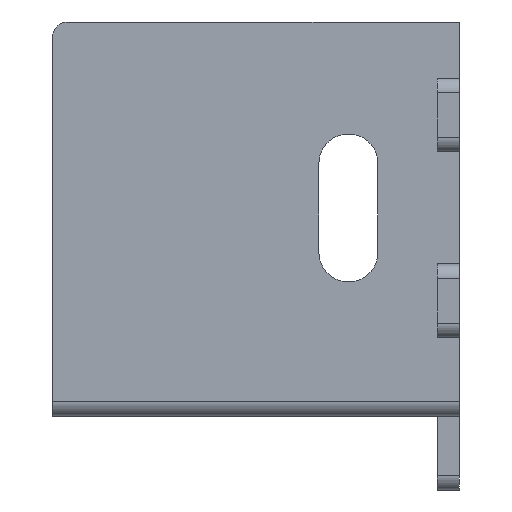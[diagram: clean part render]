
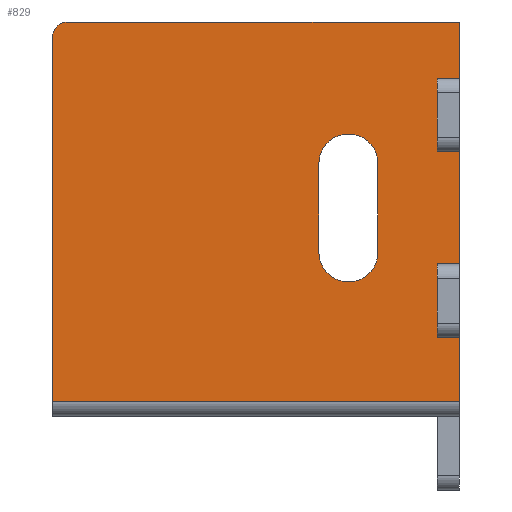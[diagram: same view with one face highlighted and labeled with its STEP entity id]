
A CAD part, left-side view. The second image highlights one B-rep face of the part: STEP entity #829.
In plain terms, the highlighted planar face has unit normal (-1, 0, 0).
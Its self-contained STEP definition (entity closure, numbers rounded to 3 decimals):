
#15=FACE_BOUND('',#95,.T.);
#26=PLANE('',#893);
#52=FACE_OUTER_BOUND('',#94,.T.);
#94=EDGE_LOOP('',(#573,#574,#575,#576,#577,#578,#579,#580,#581,#582,#583,
#584,#585));
#95=EDGE_LOOP('',(#586,#587,#588,#589));
#145=LINE('',#1226,#231);
#146=LINE('',#1229,#232);
#152=LINE('',#1241,#238);
#153=LINE('',#1243,#239);
#154=LINE('',#1245,#240);
#155=LINE('',#1247,#241);
#156=LINE('',#1249,#242);
#157=LINE('',#1251,#243);
#158=LINE('',#1253,#244);
#159=LINE('',#1255,#245);
#160=LINE('',#1257,#246);
#161=LINE('',#1259,#247);
#162=LINE('',#1265,#248);
#163=LINE('',#1268,#249);
#231=VECTOR('',#978,10.);
#232=VECTOR('',#981,10.);
#238=VECTOR('',#989,10.);
#239=VECTOR('',#990,10.);
#240=VECTOR('',#991,10.);
#241=VECTOR('',#992,10.);
#242=VECTOR('',#993,10.);
#243=VECTOR('',#994,10.);
#244=VECTOR('',#995,10.);
#245=VECTOR('',#996,10.);
#246=VECTOR('',#997,10.);
#247=VECTOR('',#998,10.);
#248=VECTOR('',#1003,10.);
#249=VECTOR('',#1006,10.);
#318=CIRCLE('',#894,2.);
#319=CIRCLE('',#895,4.);
#320=CIRCLE('',#896,4.);
#354=VERTEX_POINT('',#1219);
#357=VERTEX_POINT('',#1224);
#358=VERTEX_POINT('',#1228);
#363=VERTEX_POINT('',#1240);
#364=VERTEX_POINT('',#1242);
#365=VERTEX_POINT('',#1244);
#366=VERTEX_POINT('',#1246);
#367=VERTEX_POINT('',#1248);
#368=VERTEX_POINT('',#1250);
#369=VERTEX_POINT('',#1252);
#370=VERTEX_POINT('',#1254);
#371=VERTEX_POINT('',#1256);
#372=VERTEX_POINT('',#1258);
#373=VERTEX_POINT('',#1261);
#374=VERTEX_POINT('',#1262);
#375=VERTEX_POINT('',#1264);
#376=VERTEX_POINT('',#1266);
#441=EDGE_CURVE('',#357,#354,#145,.T.);
#442=EDGE_CURVE('',#354,#358,#146,.T.);
#448=EDGE_CURVE('',#363,#357,#152,.T.);
#449=EDGE_CURVE('',#363,#364,#153,.T.);
#450=EDGE_CURVE('',#364,#365,#154,.T.);
#451=EDGE_CURVE('',#365,#366,#155,.T.);
#452=EDGE_CURVE('',#367,#366,#156,.T.);
#453=EDGE_CURVE('',#367,#368,#157,.T.);
#454=EDGE_CURVE('',#368,#369,#158,.T.);
#455=EDGE_CURVE('',#369,#370,#159,.T.);
#456=EDGE_CURVE('',#371,#370,#160,.T.);
#457=EDGE_CURVE('',#372,#371,#161,.T.);
#458=EDGE_CURVE('',#358,#372,#318,.T.);
#459=EDGE_CURVE('',#373,#374,#319,.T.);
#460=EDGE_CURVE('',#374,#375,#162,.T.);
#461=EDGE_CURVE('',#375,#376,#320,.T.);
#462=EDGE_CURVE('',#376,#373,#163,.T.);
#573=ORIENTED_EDGE('',*,*,#441,.F.);
#574=ORIENTED_EDGE('',*,*,#448,.F.);
#575=ORIENTED_EDGE('',*,*,#449,.T.);
#576=ORIENTED_EDGE('',*,*,#450,.T.);
#577=ORIENTED_EDGE('',*,*,#451,.T.);
#578=ORIENTED_EDGE('',*,*,#452,.F.);
#579=ORIENTED_EDGE('',*,*,#453,.T.);
#580=ORIENTED_EDGE('',*,*,#454,.T.);
#581=ORIENTED_EDGE('',*,*,#455,.T.);
#582=ORIENTED_EDGE('',*,*,#456,.F.);
#583=ORIENTED_EDGE('',*,*,#457,.F.);
#584=ORIENTED_EDGE('',*,*,#458,.F.);
#585=ORIENTED_EDGE('',*,*,#442,.F.);
#586=ORIENTED_EDGE('',*,*,#459,.T.);
#587=ORIENTED_EDGE('',*,*,#460,.T.);
#588=ORIENTED_EDGE('',*,*,#461,.T.);
#589=ORIENTED_EDGE('',*,*,#462,.T.);
#829=ADVANCED_FACE('',(#52,#15),#26,.T.);
#893=AXIS2_PLACEMENT_3D('',#1239,#987,#988);
#894=AXIS2_PLACEMENT_3D('',#1260,#999,#1000);
#895=AXIS2_PLACEMENT_3D('',#1263,#1001,#1002);
#896=AXIS2_PLACEMENT_3D('',#1267,#1004,#1005);
#978=DIRECTION('',(0.,1.,0.));
#981=DIRECTION('',(0.,0.,1.));
#987=DIRECTION('center_axis',(-1.,0.,0.));
#988=DIRECTION('ref_axis',(0.,0.,1.));
#989=DIRECTION('',(0.,0.,-1.));
#990=DIRECTION('',(0.,1.,0.));
#991=DIRECTION('',(0.,0.,1.));
#992=DIRECTION('',(0.,-1.,0.));
#993=DIRECTION('',(0.,0.,-1.));
#994=DIRECTION('',(0.,1.,0.));
#995=DIRECTION('',(0.,0.,1.));
#996=DIRECTION('',(0.,-1.,0.));
#997=DIRECTION('',(0.,0.,-1.));
#998=DIRECTION('',(0.,-1.,0.));
#999=DIRECTION('center_axis',(1.,0.,0.));
#1000=DIRECTION('ref_axis',(0.,0.707,0.707));
#1001=DIRECTION('center_axis',(1.,0.,0.));
#1002=DIRECTION('ref_axis',(0.,-1.,0.));
#1003=DIRECTION('',(0.,0.,-1.));
#1004=DIRECTION('center_axis',(1.,0.,0.));
#1005=DIRECTION('ref_axis',(0.,1.,0.));
#1006=DIRECTION('',(0.,0.,1.));
#1219=CARTESIAN_POINT('',(0.,27.5,2.));
#1224=CARTESIAN_POINT('',(0.,-27.5,2.));
#1226=CARTESIAN_POINT('',(0.,0.,2.));
#1228=CARTESIAN_POINT('',(0.,27.5,51.3));
#1229=CARTESIAN_POINT('',(0.,27.5,53.3));
#1239=CARTESIAN_POINT('Origin',(0.,0.,0.));
#1240=CARTESIAN_POINT('',(0.,-27.5,10.575));
#1241=CARTESIAN_POINT('',(0.,-27.5,53.3));
#1242=CARTESIAN_POINT('',(0.,-24.5,10.575));
#1243=CARTESIAN_POINT('',(0.,-12.25,10.575));
#1244=CARTESIAN_POINT('',(0.,-24.5,20.575));
#1245=CARTESIAN_POINT('',(0.,-24.5,10.288));
#1246=CARTESIAN_POINT('',(0.,-27.5,20.575));
#1247=CARTESIAN_POINT('',(0.,-13.75,20.575));
#1248=CARTESIAN_POINT('',(0.,-27.5,35.725));
#1249=CARTESIAN_POINT('',(0.,-27.5,53.3));
#1250=CARTESIAN_POINT('',(0.,-24.5,35.725));
#1251=CARTESIAN_POINT('',(0.,-12.25,35.725));
#1252=CARTESIAN_POINT('',(0.,-24.5,45.725));
#1253=CARTESIAN_POINT('',(0.,-24.5,22.863));
#1254=CARTESIAN_POINT('',(0.,-27.5,45.725));
#1255=CARTESIAN_POINT('',(0.,-13.75,45.725));
#1256=CARTESIAN_POINT('',(0.,-27.5,53.3));
#1257=CARTESIAN_POINT('',(0.,-27.5,53.3));
#1258=CARTESIAN_POINT('',(0.,25.5,53.3));
#1259=CARTESIAN_POINT('',(0.,0.,53.3));
#1260=CARTESIAN_POINT('Origin',(0.,25.5,51.3));
#1261=CARTESIAN_POINT('',(0.,-8.5,34.15));
#1262=CARTESIAN_POINT('',(0.,-16.5,34.15));
#1263=CARTESIAN_POINT('Origin',(0.,-12.5,34.15));
#1264=CARTESIAN_POINT('',(0.,-16.5,22.15));
#1265=CARTESIAN_POINT('',(0.,-16.5,17.075));
#1266=CARTESIAN_POINT('',(0.,-8.5,22.15));
#1267=CARTESIAN_POINT('Origin',(0.,-12.5,22.15));
#1268=CARTESIAN_POINT('',(0.,-8.5,11.075));
